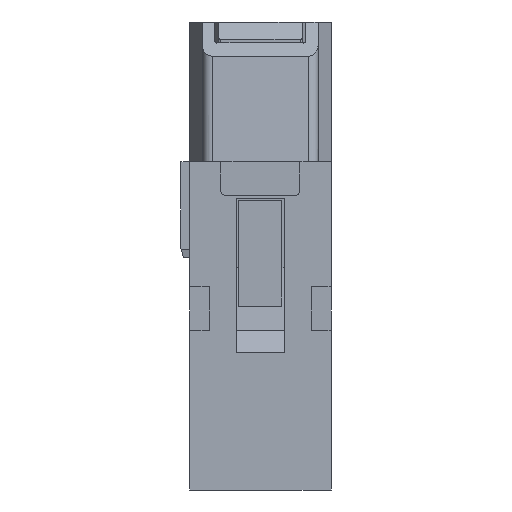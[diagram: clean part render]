
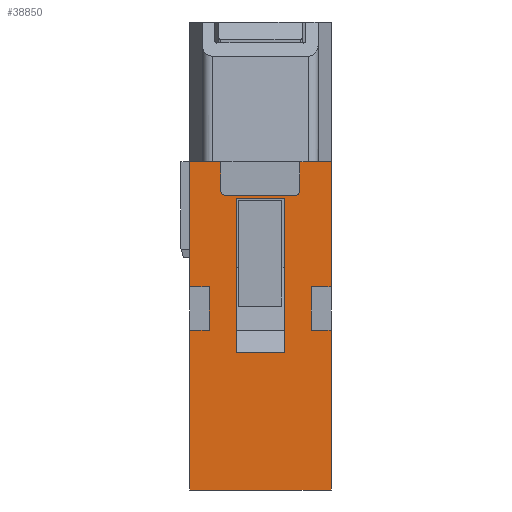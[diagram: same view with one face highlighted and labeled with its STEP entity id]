
A CAD part, front view. The second image highlights one B-rep face of the part: STEP entity #38850.
In plain terms, the highlighted planar face has unit normal (0, -1, 0).
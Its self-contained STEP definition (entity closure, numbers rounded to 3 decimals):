
#3880=CARTESIAN_POINT('',(74.007,51.955,-31.6));
#3890=VERTEX_POINT('',#3880);
#3940=CARTESIAN_POINT('',(0.,51.955,-31.6));
#3950=DIRECTION('',(-1.,0.,0.));
#3960=VECTOR('',#3950,1.);
#3970=LINE('',#3940,#3960);
#3980=CARTESIAN_POINT('',(88.707,51.955,-31.6));
#3990=VERTEX_POINT('',#3980);
#4000=EDGE_CURVE('',#3990,#3890,#3970,.T.);
#10480=CARTESIAN_POINT('',(77.257,51.955,-0.5));
#10490=VERTEX_POINT('',#10480);
#10670=CARTESIAN_POINT('',(77.757,51.955,-1.));
#10680=VERTEX_POINT('',#10670);
#10710=CARTESIAN_POINT('',(77.757,51.955,-0.5));
#10720=DIRECTION('',(0.,-1.,0.));
#10730=DIRECTION('',(1.,0.,0.));
#10740=AXIS2_PLACEMENT_3D('',#10710,#10720,#10730);
#10750=CIRCLE('',#10740,0.5);
#10760=EDGE_CURVE('',#10490,#10680,#10750,.T.);
#11060=CARTESIAN_POINT('',(84.957,51.955,-1.));
#11070=VERTEX_POINT('',#11060);
#11100=CARTESIAN_POINT('',(0.,51.955,-1.));
#11110=DIRECTION('',(1.,0.,0.));
#11120=VECTOR('',#11110,1.);
#11130=LINE('',#11100,#11120);
#11140=EDGE_CURVE('',#10680,#11070,#11130,.T.);
#16600=CARTESIAN_POINT('',(76.357,51.955,2.5));
#16610=VERTEX_POINT('',#16600);
#16640=CARTESIAN_POINT('',(0.,51.955,2.5));
#16650=DIRECTION('',(-1.,0.,0.));
#16660=VECTOR('',#16650,1.);
#16670=LINE('',#16640,#16660);
#16680=CARTESIAN_POINT('',(74.007,51.955,2.5));
#16690=VERTEX_POINT('',#16680);
#16700=EDGE_CURVE('',#16610,#16690,#16670,.T.);
#26770=CARTESIAN_POINT('',(0.,51.955,-10.5));
#26780=DIRECTION('',(-1.,0.,0.));
#26790=VECTOR('',#26780,1.);
#26800=LINE('',#26770,#26790);
#26810=CARTESIAN_POINT('',(76.057,51.955,-10.5));
#26820=VERTEX_POINT('',#26810);
#26830=CARTESIAN_POINT('',(74.007,51.955,-10.5));
#26840=VERTEX_POINT('',#26830);
#26850=EDGE_CURVE('',#26820,#26840,#26800,.T.);
#27620=CARTESIAN_POINT('',(0.,51.955,-15.));
#27630=DIRECTION('',(1.,0.,0.));
#27640=VECTOR('',#27630,1.);
#27650=LINE('',#27620,#27640);
#27660=CARTESIAN_POINT('',(74.007,51.955,-15.));
#27670=VERTEX_POINT('',#27660);
#27680=CARTESIAN_POINT('',(76.057,51.955,-15.));
#27690=VERTEX_POINT('',#27680);
#27700=EDGE_CURVE('',#27670,#27690,#27650,.T.);
#28000=CARTESIAN_POINT('',(76.057,51.955,8.4));
#28010=DIRECTION('',(0.,0.,1.));
#28020=VECTOR('',#28010,1.);
#28030=LINE('',#28000,#28020);
#28040=EDGE_CURVE('',#27690,#26820,#28030,.T.);
#37440=CARTESIAN_POINT('',(88.707,51.955,8.4));
#37450=DIRECTION('',(-0.,1.,0.));
#37460=DIRECTION('',(1.,0.,0.));
#37470=AXIS2_PLACEMENT_3D('',#37440,#37450,#37460);
#37480=PLANE('',#37470);
#37490=CARTESIAN_POINT('',(83.313,51.955,-17.345));
#37500=DIRECTION('',(1.,0.,0.));
#37510=VECTOR('',#37500,1.);
#37520=LINE('',#37490,#37510);
#37530=CARTESIAN_POINT('',(78.857,51.955,-17.345)
);
#37540=VERTEX_POINT('',#37530);
#37550=CARTESIAN_POINT('',(83.857,51.955,-17.345)
);
#37560=VERTEX_POINT('',#37550);
#37570=EDGE_CURVE('',#37540,#37560,#37520,.T.);
#37580=ORIENTED_EDGE('',*,*,#37570,.F.);
#37590=CARTESIAN_POINT('',(83.857,51.955,8.45));
#37600=DIRECTION('',(0.,0.,-1.));
#37610=VECTOR('',#37600,1.);
#37620=LINE('',#37590,#37610);
#37630=CARTESIAN_POINT('',(83.857,51.955,-1.3)
);
#37640=VERTEX_POINT('',#37630);
#37650=EDGE_CURVE('',#37640,#37560,#37620,.T.);
#37660=ORIENTED_EDGE('',*,*,#37650,.T.);
#37670=CARTESIAN_POINT('',(0.,51.955,-1.3));
#37680=DIRECTION('',(1.,0.,0.));
#37690=VECTOR('',#37680,1.);
#37700=LINE('',#37670,#37690);
#37710=CARTESIAN_POINT('',(78.857,51.955,-1.3)
);
#37720=VERTEX_POINT('',#37710);
#37730=EDGE_CURVE('',#37720,#37640,#37700,.T.);
#37740=ORIENTED_EDGE('',*,*,#37730,.T.);
#37750=CARTESIAN_POINT('',(78.857,51.955,8.45));
#37760=DIRECTION('',(0.,0.,-1.));
#37770=VECTOR('',#37760,1.);
#37780=LINE('',#37750,#37770);
#37790=EDGE_CURVE('',#37720,#37540,#37780,.T.);
#37800=ORIENTED_EDGE('',*,*,#37790,.F.);
#37810=EDGE_LOOP('',(#37800,#37740,#37660,#37580));
#37820=FACE_BOUND('',#37810,.T.);
#37830=CARTESIAN_POINT('',(0.,51.955,2.5));
#37840=DIRECTION('',(-1.,0.,0.));
#37850=VECTOR('',#37840,1.);
#37860=LINE('',#37830,#37850);
#37870=CARTESIAN_POINT('',(88.707,51.955,2.5));
#37880=VERTEX_POINT('',#37870);
#37890=CARTESIAN_POINT('',(86.357,51.955,2.5));
#37900=VERTEX_POINT('',#37890);
#37910=EDGE_CURVE('',#37880,#37900,#37860,.T.);
#37920=ORIENTED_EDGE('',*,*,#37910,.T.);
#37930=CARTESIAN_POINT('',(88.707,51.955,8.4));
#37940=DIRECTION('',(0.,0.,-1.));
#37950=VECTOR('',#37940,1.);
#37960=LINE('',#37930,#37950);
#37970=CARTESIAN_POINT('',(88.707,51.955,-10.5));
#37980=VERTEX_POINT('',#37970);
#37990=EDGE_CURVE('',#37880,#37980,#37960,.T.);
#38000=ORIENTED_EDGE('',*,*,#37990,.F.);
#38010=CARTESIAN_POINT('',(0.,51.955,-10.5));
#38020=DIRECTION('',(1.,0.,0.));
#38030=VECTOR('',#38020,1.);
#38040=LINE('',#38010,#38030);
#38050=CARTESIAN_POINT('',(86.657,51.955,-10.5));
#38060=VERTEX_POINT('',#38050);
#38070=EDGE_CURVE('',#38060,#37980,#38040,.T.);
#38080=ORIENTED_EDGE('',*,*,#38070,.T.);
#38090=CARTESIAN_POINT('',(86.657,51.955,8.4));
#38100=DIRECTION('',(0.,0.,-1.));
#38110=VECTOR('',#38100,1.);
#38120=LINE('',#38090,#38110);
#38130=CARTESIAN_POINT('',(86.657,51.955,-15.));
#38140=VERTEX_POINT('',#38130);
#38150=EDGE_CURVE('',#38060,#38140,#38120,.T.);
#38160=ORIENTED_EDGE('',*,*,#38150,.F.);
#38170=CARTESIAN_POINT('',(0.,51.955,-15.));
#38180=DIRECTION('',(1.,0.,0.));
#38190=VECTOR('',#38180,1.);
#38200=LINE('',#38170,#38190);
#38210=CARTESIAN_POINT('',(88.707,51.955,-15.));
#38220=VERTEX_POINT('',#38210);
#38230=EDGE_CURVE('',#38140,#38220,#38200,.T.);
#38240=ORIENTED_EDGE('',*,*,#38230,.F.);
#38250=CARTESIAN_POINT('',(88.707,51.955,8.4));
#38260=DIRECTION('',(0.,0.,-1.));
#38270=VECTOR('',#38260,1.);
#38280=LINE('',#38250,#38270);
#38290=EDGE_CURVE('',#38220,#3990,#38280,.T.);
#38300=ORIENTED_EDGE('',*,*,#38290,.F.);
#38310=ORIENTED_EDGE('',*,*,#4000,.F.);
#38320=CARTESIAN_POINT('',(74.007,51.955,8.4));
#38330=DIRECTION('',(0.,0.,-1.));
#38340=VECTOR('',#38330,1.);
#38350=LINE('',#38320,#38340);
#38360=EDGE_CURVE('',#27670,#3890,#38350,.T.);
#38370=ORIENTED_EDGE('',*,*,#38360,.T.);
#38380=ORIENTED_EDGE('',*,*,#27700,.F.);
#38390=ORIENTED_EDGE('',*,*,#28040,.F.);
#38400=ORIENTED_EDGE('',*,*,#26850,.F.);
#38410=CARTESIAN_POINT('',(74.007,51.955,8.4));
#38420=DIRECTION('',(0.,0.,-1.));
#38430=VECTOR('',#38420,1.);
#38440=LINE('',#38410,#38430);
#38450=EDGE_CURVE('',#16690,#26840,#38440,.T.);
#38460=ORIENTED_EDGE('',*,*,#38450,.T.);
#38470=ORIENTED_EDGE('',*,*,#16700,.T.);
#38480=CARTESIAN_POINT('',(0.,51.955,2.5));
#38490=DIRECTION('',(-1.,0.,0.));
#38500=VECTOR('',#38490,1.);
#38510=LINE('',#38480,#38500);
#38520=CARTESIAN_POINT('',(77.257,51.955,2.5));
#38530=VERTEX_POINT('',#38520);
#38540=EDGE_CURVE('',#38530,#16610,#38510,.T.);
#38550=ORIENTED_EDGE('',*,*,#38540,.T.);
#38560=CARTESIAN_POINT('',(77.257,51.955,8.4));
#38570=DIRECTION('',(0.,0.,-1.));
#38580=VECTOR('',#38570,1.);
#38590=LINE('',#38560,#38580);
#38600=EDGE_CURVE('',#38530,#10490,#38590,.T.);
#38610=ORIENTED_EDGE('',*,*,#38600,.F.);
#38620=ORIENTED_EDGE('',*,*,#10760,.F.);
#38630=ORIENTED_EDGE('',*,*,#11140,.F.);
#38640=CARTESIAN_POINT('',(84.957,51.955,-0.5));
#38650=DIRECTION('',(0.,1.,0.));
#38660=DIRECTION('',(-1.,0.,0.));
#38670=AXIS2_PLACEMENT_3D('',#38640,#38650,#38660);
#38680=CIRCLE('',#38670,0.5);
#38690=CARTESIAN_POINT('',(85.457,51.955,-0.5));
#38700=VERTEX_POINT('',#38690);
#38710=EDGE_CURVE('',#38700,#11070,#38680,.T.);
#38720=ORIENTED_EDGE('',*,*,#38710,.T.);
#38730=CARTESIAN_POINT('',(85.457,51.955,8.4));
#38740=DIRECTION('',(0.,0.,1.));
#38750=VECTOR('',#38740,1.);
#38760=LINE('',#38730,#38750);
#38770=CARTESIAN_POINT('',(85.457,51.955,2.5));
#38780=VERTEX_POINT('',#38770);
#38790=EDGE_CURVE('',#38700,#38780,#38760,.T.);
#38800=ORIENTED_EDGE('',*,*,#38790,.F.);
#38810=EDGE_CURVE('',#37900,#38780,#38510,.T.);
#38820=ORIENTED_EDGE('',*,*,#38810,.T.);
#38830=EDGE_LOOP('',(#38820,#38800,#38720,#38630,#38620,#38610,#38550,
#38470,#38460,#38400,#38390,#38380,#38370,#38310,#38300,#38240,#38160,
#38080,#38000,#37920));
#38840=FACE_OUTER_BOUND('',#38830,.T.);
#38850=ADVANCED_FACE('',(#37820,#38840),#37480,.F.);
